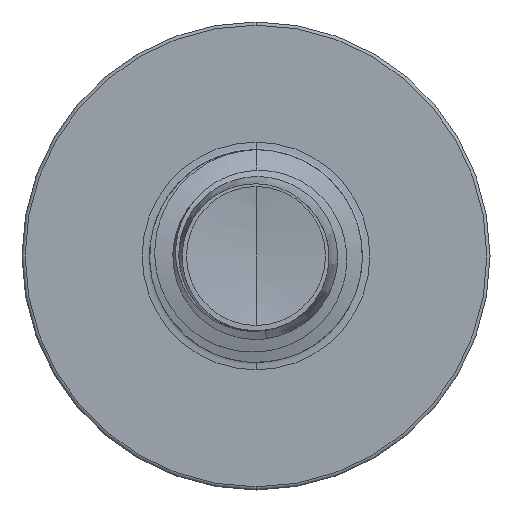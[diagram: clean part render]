
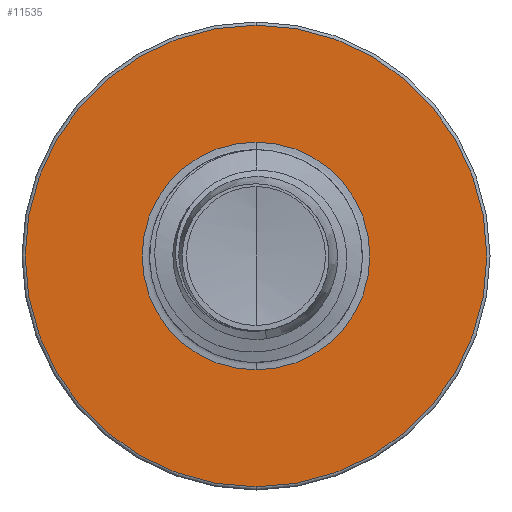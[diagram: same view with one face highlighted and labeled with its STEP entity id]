
A CAD part, front view. The second image highlights one B-rep face of the part: STEP entity #11535.
In plain terms, the highlighted planar face has unit normal (0, -1, 0).
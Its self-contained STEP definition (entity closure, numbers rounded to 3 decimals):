
#209 = DIRECTION ( 'NONE',  ( 0., 0., 1. ) ) ;
#218 = DIRECTION ( 'NONE',  ( 0., 1., 0. ) ) ;
#236 = CARTESIAN_POINT ( 'NONE',  ( 0., 6.5, 0. ) ) ;
#337 = CARTESIAN_POINT ( 'NONE',  ( 0., 6.5, 0. ) ) ;
#752 = AXIS2_PLACEMENT_3D ( 'NONE', #13180, #6936, #13737 ) ;
#1251 = CARTESIAN_POINT ( 'NONE',  ( 0., 6.5, 5.425 ) ) ;
#1699 = AXIS2_PLACEMENT_3D ( 'NONE', #337, #11343, #2218 ) ;
#2025 = VERTEX_POINT ( 'NONE', #7812 ) ;
#2218 = DIRECTION ( 'NONE',  ( 0., 0., 1. ) ) ;
#3099 = AXIS2_PLACEMENT_3D ( 'NONE', #236, #218, #209 ) ;
#4217 = EDGE_LOOP ( 'NONE', ( #7086, #11954 ) ) ;
#4225 = DIRECTION ( 'NONE',  ( 0., 0., 1. ) ) ;
#4247 = DIRECTION ( 'NONE',  ( 0., 1., 0. ) ) ;
#4277 = CARTESIAN_POINT ( 'NONE',  ( 0., 6.5, 0. ) ) ;
#4299 = FACE_OUTER_BOUND ( 'NONE', #14636, .T. ) ;
#4356 = AXIS2_PLACEMENT_3D ( 'NONE', #4277, #4247, #4225 ) ;
#5098 = CIRCLE ( 'NONE', #752, 2.677 ) ;
#5156 = CARTESIAN_POINT ( 'NONE',  ( 0., 6.5, -2.677 ) ) ;
#5315 = CARTESIAN_POINT ( 'NONE',  ( 0., 6.5, 2.677 ) ) ;
#5511 = ORIENTED_EDGE ( 'NONE', *, *, #13880, .F. ) ;
#6936 = DIRECTION ( 'NONE',  ( 0., 1., 0. ) ) ;
#7086 = ORIENTED_EDGE ( 'NONE', *, *, #14639, .T. ) ;
#7812 = CARTESIAN_POINT ( 'NONE',  ( 0., 6.5, -5.425 ) ) ;
#8007 = VERTEX_POINT ( 'NONE', #5315 ) ;
#8335 = AXIS2_PLACEMENT_3D ( 'NONE', #5156, #12824, #12774 ) ;
#11149 = CIRCLE ( 'NONE', #4356, 2.677 ) ;
#11343 = DIRECTION ( 'NONE',  ( 0., 1., 0. ) ) ;
#11535 = ADVANCED_FACE ( 'NONE', ( #4299, #11925 ), #14448, .F. ) ;
#11678 = CIRCLE ( 'NONE', #1699, 5.425 ) ;
#11830 = ORIENTED_EDGE ( 'NONE', *, *, #13432, .F. ) ;
#11925 = FACE_BOUND ( 'NONE', #4217, .T. ) ;
#11954 = ORIENTED_EDGE ( 'NONE', *, *, #12971, .T. ) ;
#12726 = CARTESIAN_POINT ( 'NONE',  ( 0., 6.5, -2.677 ) ) ;
#12774 = DIRECTION ( 'NONE',  ( 0., 0., 1. ) ) ;
#12824 = DIRECTION ( 'NONE',  ( 0., 1., 0. ) ) ;
#12971 = EDGE_CURVE ( 'NONE', #15438, #8007, #11149, .T. ) ;
#13180 = CARTESIAN_POINT ( 'NONE',  ( 0., 6.5, 0. ) ) ;
#13432 = EDGE_CURVE ( 'NONE', #13716, #2025, #14872, .T. ) ;
#13716 = VERTEX_POINT ( 'NONE', #1251 ) ;
#13737 = DIRECTION ( 'NONE',  ( 0., 0., 1. ) ) ;
#13880 = EDGE_CURVE ( 'NONE', #2025, #13716, #11678, .T. ) ;
#14448 = PLANE ( 'NONE',  #8335 ) ;
#14636 = EDGE_LOOP ( 'NONE', ( #11830, #5511 ) ) ;
#14639 = EDGE_CURVE ( 'NONE', #8007, #15438, #5098, .T. ) ;
#14872 = CIRCLE ( 'NONE', #3099, 5.425 ) ;
#15438 = VERTEX_POINT ( 'NONE', #12726 ) ;
